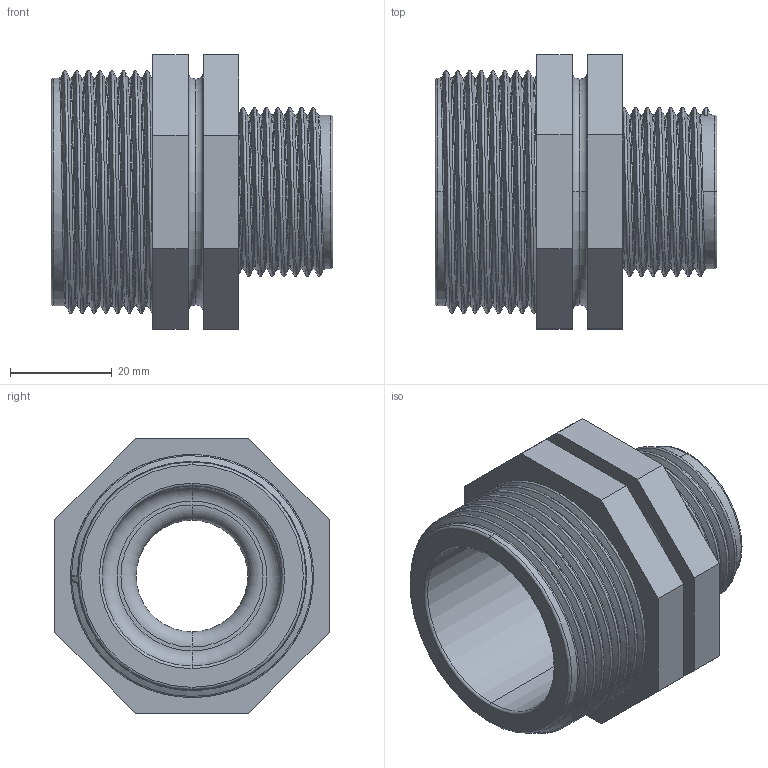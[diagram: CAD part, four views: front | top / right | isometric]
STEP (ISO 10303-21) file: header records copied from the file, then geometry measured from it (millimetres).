
FILE_DESCRIPTION (( 'STEP AP203' ), '1' );
FILE_NAME ('00211_1107.STEP', '2017-05-15T13:15:33', ( '' ), ( '' ), 'SwSTEP 2.0', 'SolidWorks 2011', '' );
FILE_SCHEMA (( 'CONFIG_CONTROL_DESIGN' ));
Length unit declared in the file: millimetre
Products named in the file (1): 00211_1107
Bounding box: 55.5 x 54 x 54 mm (x, y, z)
Volume: 46709.5 mm3; surface area: 20946.4 mm2
Topology: 1 solids, 1 shells, 97 faces, 255 edges, 160 vertices
Faces by surface type: cylinder 35, torus 24, plane 23, bspline 10, cone 5
Entity records: 10615 total; most frequent: CARTESIAN_POINT 8424, ORIENTED_EDGE 500, DIRECTION 390, EDGE_CURVE 250, VERTEX_POINT 160, AXIS2_PLACEMENT_3D 152, EDGE_LOOP 104, FACE_OUTER_BOUND 97
